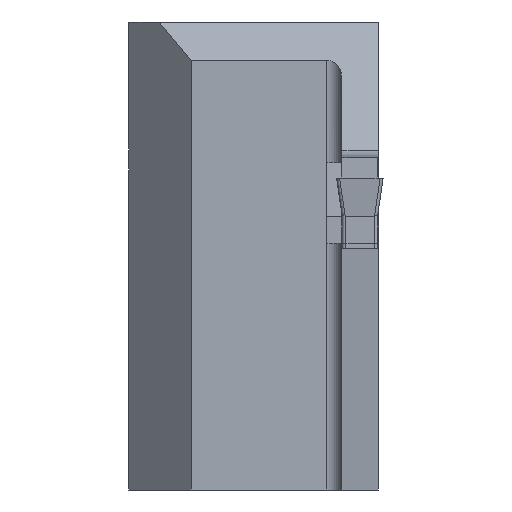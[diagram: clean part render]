
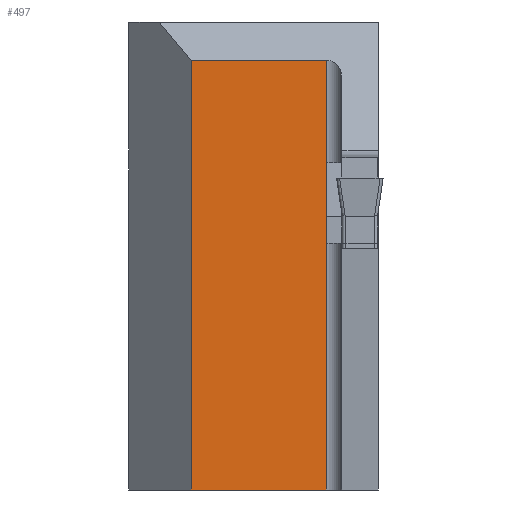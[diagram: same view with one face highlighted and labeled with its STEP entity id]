
A CAD part, left-side view. The second image highlights one B-rep face of the part: STEP entity #497.
In plain terms, the highlighted planar face has unit normal (-1, 0, 0).
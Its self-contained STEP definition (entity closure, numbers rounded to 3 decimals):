
#497=ADVANCED_FACE('',(#591),#541,.T.);
#541=PLANE('',#1458);
#591=FACE_OUTER_BOUND('',#644,.T.);
#644=EDGE_LOOP('',(#843,#844,#845,#846,#847,#848));
#843=ORIENTED_EDGE('',*,*,#1138,.F.);
#844=ORIENTED_EDGE('',*,*,#1139,.T.);
#845=ORIENTED_EDGE('',*,*,#1131,.T.);
#846=ORIENTED_EDGE('',*,*,#1117,.T.);
#847=ORIENTED_EDGE('',*,*,#1140,.T.);
#848=ORIENTED_EDGE('',*,*,#1141,.T.);
#998=VERTEX_POINT('',#1973);
#999=VERTEX_POINT('',#1975);
#1012=VERTEX_POINT('',#2004);
#1016=VERTEX_POINT('',#2017);
#1017=VERTEX_POINT('',#2018);
#1018=VERTEX_POINT('',#2021);
#1117=EDGE_CURVE('',#999,#998,#1237,.T.);
#1131=EDGE_CURVE('',#1012,#999,#1249,.T.);
#1138=EDGE_CURVE('',#1016,#1017,#1256,.T.);
#1139=EDGE_CURVE('',#1016,#1012,#1257,.T.);
#1140=EDGE_CURVE('',#998,#1018,#1258,.T.);
#1141=EDGE_CURVE('',#1018,#1017,#1259,.T.);
#1237=LINE('',#1974,#1350);
#1249=LINE('',#2003,#1362);
#1256=LINE('',#2016,#1369);
#1257=LINE('',#2019,#1370);
#1258=LINE('',#2020,#1371);
#1259=LINE('',#2022,#1372);
#1350=VECTOR('',#1635,1.);
#1362=VECTOR('',#1655,1.);
#1369=VECTOR('',#1666,1.);
#1370=VECTOR('',#1667,1.);
#1371=VECTOR('',#1668,1.);
#1372=VECTOR('',#1669,1.);
#1458=AXIS2_PLACEMENT_3D('',#2023,#1670,#1671);
#1635=DIRECTION('',(0.,0.,1.));
#1655=DIRECTION('',(0.,-1.,0.));
#1666=DIRECTION('',(0.,-1.,0.));
#1667=DIRECTION('',(0.,0.,-1.));
#1668=DIRECTION('',(0.,0.,1.));
#1669=DIRECTION('',(0.,0.,1.));
#1670=DIRECTION('',(-1.,0.,0.));
#1671=DIRECTION('',(0.,0.,1.));
#1973=CARTESIAN_POINT('',(11.,3.343,-4.175));
#1974=CARTESIAN_POINT('',(11.,3.343,-20.));
#1975=CARTESIAN_POINT('',(11.,3.343,-20.));
#2003=CARTESIAN_POINT('',(11.,16.,-20.));
#2004=CARTESIAN_POINT('',(11.,12.,-20.));
#2016=CARTESIAN_POINT('',(11.,16.,7.557));
#2017=CARTESIAN_POINT('',(11.,12.,7.557));
#2018=CARTESIAN_POINT('',(11.,3.343,7.557));
#2019=CARTESIAN_POINT('',(11.,12.,-20.));
#2020=CARTESIAN_POINT('',(11.,3.343,-20.));
#2021=CARTESIAN_POINT('',(11.,3.343,0.975));
#2022=CARTESIAN_POINT('',(11.,3.343,-20.));
#2023=CARTESIAN_POINT('',(11.,16.,-20.));
